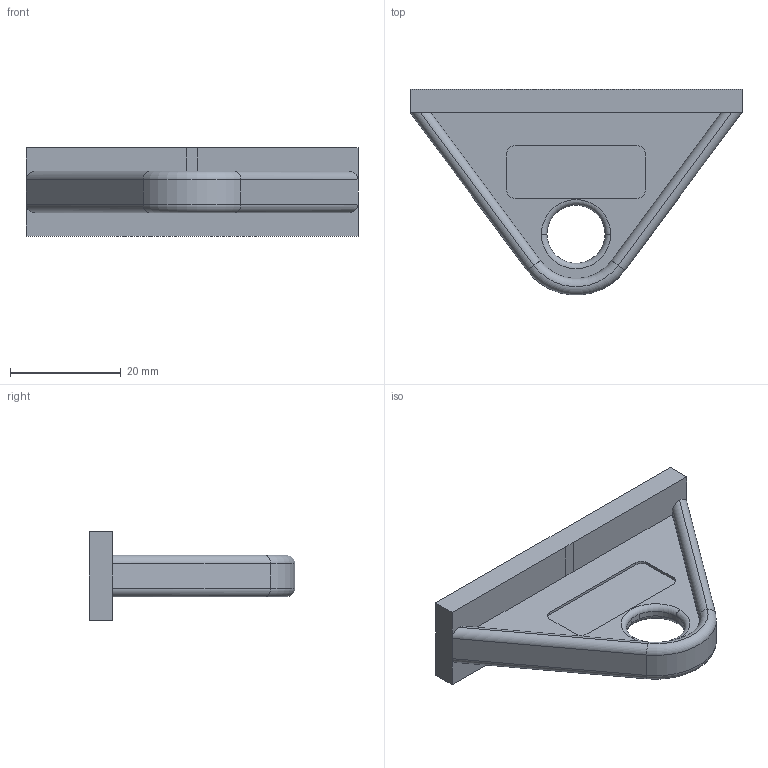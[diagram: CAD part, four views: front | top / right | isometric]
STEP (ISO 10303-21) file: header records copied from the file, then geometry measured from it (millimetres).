
FILE_DESCRIPTION (( 'STEP AP214' ), '1' );
FILE_NAME ('093001.STEP', '2014-08-22T06:27:45', ( '' ), ( '' ), 'SwSTEP 2.0', 'SolidWorks 2014', '' );
FILE_SCHEMA (( 'AUTOMOTIVE_DESIGN' ));
Length unit declared in the file: millimetre
Products named in the file (1): 093001
Bounding box: 60 x 37.16 x 16 mm (x, y, z)
Volume: 8014.9 mm3; surface area: 5473.1 mm2
Topology: 1 solids, 1 shells, 59 faces, 147 edges, 92 vertices
Faces by surface type: plane 27, cylinder 24, torus 8
Entity records: 1798 total; most frequent: CARTESIAN_POINT 323, DIRECTION 311, ORIENTED_EDGE 294, EDGE_CURVE 147, AXIS2_PLACEMENT_3D 112, VERTEX_POINT 92, VECTOR 87, LINE 87
